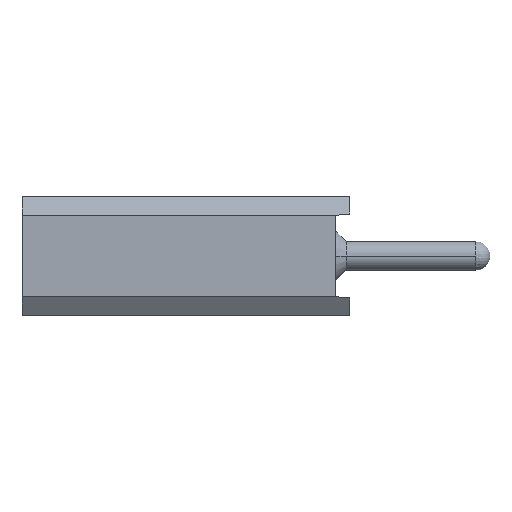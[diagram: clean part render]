
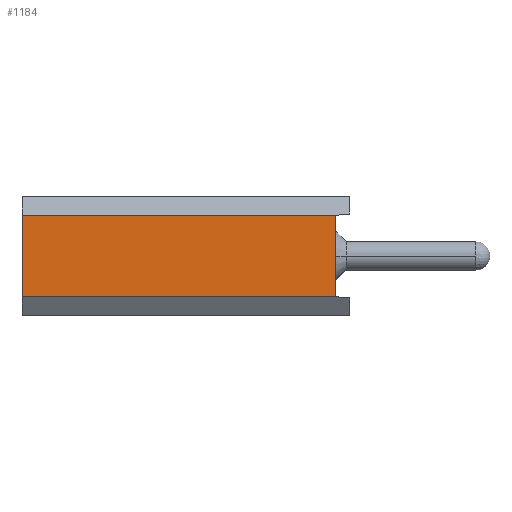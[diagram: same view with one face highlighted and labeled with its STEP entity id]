
A CAD part, left-side view. The second image highlights one B-rep face of the part: STEP entity #1184.
In plain terms, the highlighted planar face has unit normal (-1, 0, 0).
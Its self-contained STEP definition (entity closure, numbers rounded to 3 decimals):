
#1184=ADVANCED_FACE('',(#2489),#2490,.T.);
#2489=FACE_OUTER_BOUND('',#3892,.T.);
#2490=PLANE('',#3893);
#3892=EDGE_LOOP('',(#7167,#7168,#7169,#7170));
#3893=AXIS2_PLACEMENT_3D('',#7171,#7172,#7173);
#7167=ORIENTED_EDGE('',*,*,#9180,.T.);
#7168=ORIENTED_EDGE('',*,*,#9269,.T.);
#7169=ORIENTED_EDGE('',*,*,#9270,.T.);
#7170=ORIENTED_EDGE('',*,*,#9264,.F.);
#7171=CARTESIAN_POINT('',(-12.7,0.0,0.0));
#7172=DIRECTION('',(-1.0,0.0,0.0));
#7173=DIRECTION('',(0.0,0.,1.0));
#9180=EDGE_CURVE('',#11132,#11138,#11139,.T.);
#9264=EDGE_CURVE('',#11132,#11270,#11271,.T.);
#9269=EDGE_CURVE('',#11138,#11278,#11279,.T.);
#9270=EDGE_CURVE('',#11278,#11270,#11280,.T.);
#11132=VERTEX_POINT('',#13547);
#11138=VERTEX_POINT('',#13556);
#11139=LINE('',#13557,#13558);
#11270=VERTEX_POINT('',#13758);
#11271=LINE('',#13759,#13760);
#11278=VERTEX_POINT('',#13770);
#11279=LINE('',#13771,#13772);
#11280=LINE('',#13773,#13774);
#13547=CARTESIAN_POINT('',(-12.7,0.3,-0.87));
#13556=CARTESIAN_POINT('',(-12.7,0.3,0.87));
#13557=CARTESIAN_POINT('',(-12.7,0.3,0.0));
#13558=VECTOR('',#16076,1.0);
#13758=CARTESIAN_POINT('',(-12.7,7.0,-0.87));
#13759=CARTESIAN_POINT('',(-12.7,0.,-0.87));
#13760=VECTOR('',#16146,1.0);
#13770=CARTESIAN_POINT('',(-12.7,7.0,0.87));
#13771=CARTESIAN_POINT('',(-12.7,0.,0.87));
#13772=VECTOR('',#16150,1.0);
#13773=CARTESIAN_POINT('',(-12.7,7.0,-0.87));
#13774=VECTOR('',#16151,1.0);
#16076=DIRECTION('',(0.0,-0.0,1.0));
#16146=DIRECTION('',(0.0,1.0,0.));
#16150=DIRECTION('',(0.0,1.0,0.));
#16151=DIRECTION('',(0.0,0.,-1.0));
